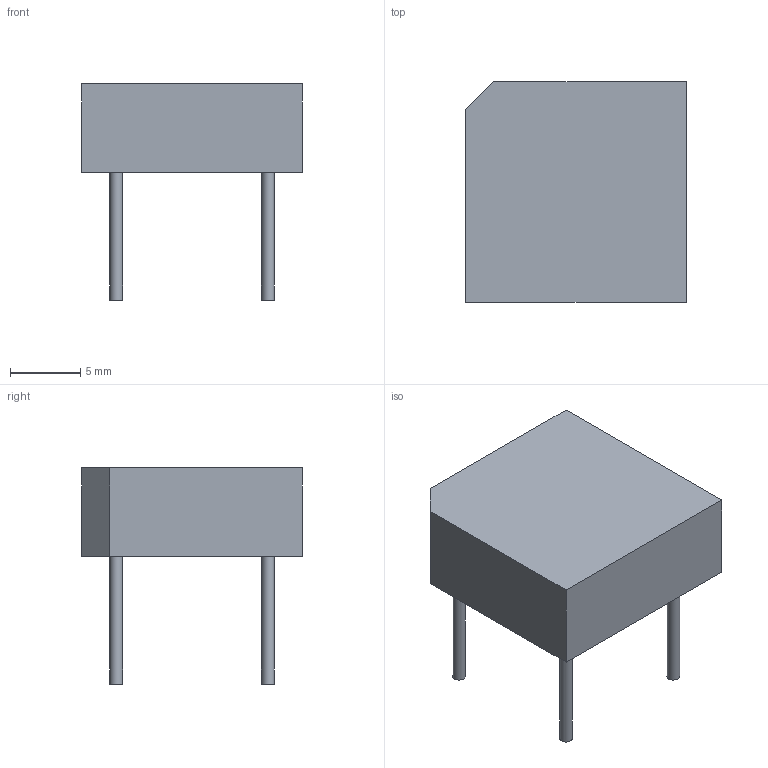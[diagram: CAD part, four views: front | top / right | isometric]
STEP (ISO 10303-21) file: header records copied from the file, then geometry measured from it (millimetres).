
FILE_DESCRIPTION(('FreeCAD Model'),'2;1');
FILE_NAME('Diode_Bridge_15.7x15.7x6.3mm_P10.8mm.step','2018-01-06T13:02:59',( 'kicad StepUp'),('ksu MCAD'),'Open CASCADE STEP processor 6.8', 'FreeCAD','Unknown');
FILE_SCHEMA(('AUTOMOTIVE_DESIGN_CC2 { 1 2 10303 214 -1 1 5 4 }'));
Length unit declared in the file: millimetre
Products named in the file (1): Diode_Bridge_15.7x15.7x6.3mm_P10.8mm
Bounding box: 15.7 x 15.7 x 15.4 mm (x, y, z)
Volume: 1563.4 mm3; surface area: 980.2 mm2
Topology: 1 solids, 1 shells, 15 faces, 27 edges, 18 vertices
Faces by surface type: plane 11, cylinder 4
Full cylindrical faces by diameter (mm): 0.9 x4
Entity records: 296 total; most frequent: ORIENTED_EDGE 36, CARTESIAN_POINT 35, EDGE_CURVE 27, AXIS2_PLACEMENT_3D 24, FACE_BOUND 19, EDGE_LOOP 19, LINE 19, VERTEX_POINT 18
